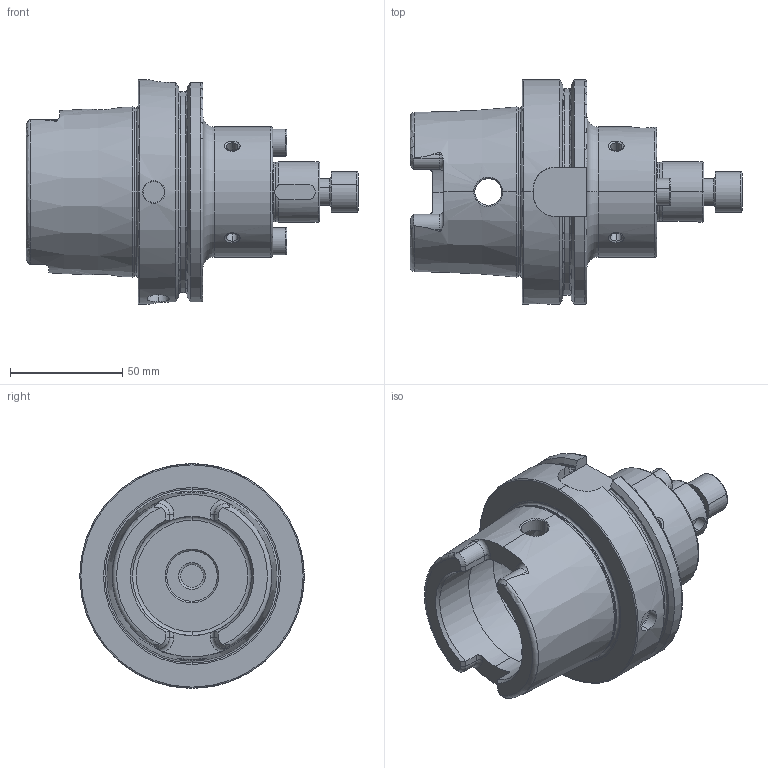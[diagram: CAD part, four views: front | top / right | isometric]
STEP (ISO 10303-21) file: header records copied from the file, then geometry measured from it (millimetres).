
FILE_DESCRIPTION (( 'STEP AP214' ), '1' );
FILE_NAME ('HA0.D27.K01.060.STEP', '2011-10-06T11:13:51', ( 'SwiAdmin' ), ( '' ), 'SwSTEP 2.0', 'SolidWorks 2011', '' );
FILE_SCHEMA (( 'AUTOMOTIVE_DESIGN' ));
Length unit declared in the file: millimetre
Products named in the file (4): D27-ER2.001.021_B; D27-ER1.002.030_A_Default; HA0-D27.K01.060_C_Fertigbearbeitung; HA0.D27.K01.060
Assembly tree (4 placements, depth 2):
  HA0.D27.K01.060
    D27-ER2.001.021_B  x2
    D27-ER1.002.030_A_Default
    HA0-D27.K01.060_C_Fertigbearbeitung
Bounding box: 147.9 x 100 x 100 mm (x, y, z)
Volume: 346111.3 mm3; surface area: 65827.7 mm2
Topology: 4 solids, 4 shells, 361 faces, 867 edges, 510 vertices
Faces by surface type: cylinder 112, cone 87, plane 84, torus 72, bspline 4, sphere 2
Entity records: 12578 total; most frequent: CARTESIAN_POINT 3773, DIRECTION 1559, ORIENTED_EDGE 1514, EDGE_CURVE 757, AXIS2_PLACEMENT_3D 643, VERTEX_POINT 459, EDGE_LOOP 348, ADVANCED_FACE 321
